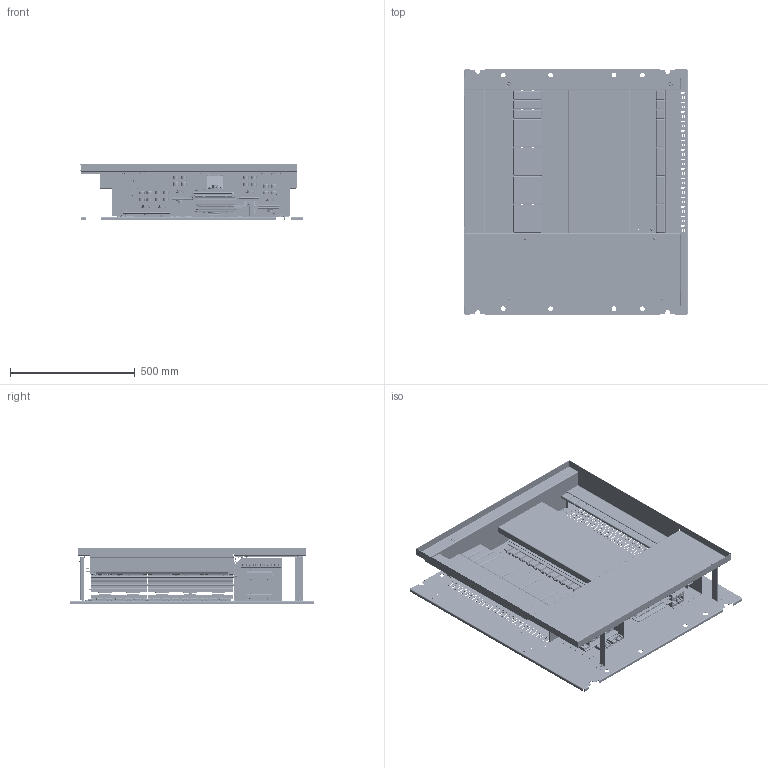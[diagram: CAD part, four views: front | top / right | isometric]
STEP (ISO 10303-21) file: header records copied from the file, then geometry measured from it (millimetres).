
FILE_DESCRIPTION((''),'2;1');
FILE_NAME('HCP23XX12N-01','2018-01-09T',('SESA441333'),('Schneider-Electric'),'PRO/ENGINEER BY PARAMETRIC TECHNOLOGY CORPORATION, 2015440','PRO/ENGINEER BY PARAMETRIC TECHNOLOGY CORPORATION, 2015440','');
FILE_SCHEMA(('CONFIG_CONTROL_DESIGN'));
Products named in the file (1): HCP23XX12N-01
Bounding box: 900.68 x 991.11 x 226.29 mm (x, y, z)
Surface area: 7935602.8 mm2 (no closed solid volume)
Topology: 0 solids, 602 shells, 9043 faces, 38696 edges, 29587 vertices
Faces by surface type: plane 5032, cylinder 2875, bspline 390, cone 359, sphere 236, torus 151
Entity records: 447860 total; most frequent: CARTESIAN_POINT 140963, DIRECTION 59098, ORIENTED_EDGE 58488, EDGE_CURVE 38567, VERTEX_POINT 29587, VECTOR 24950, LINE 24950, AXIS2_PLACEMENT_3D 17074
